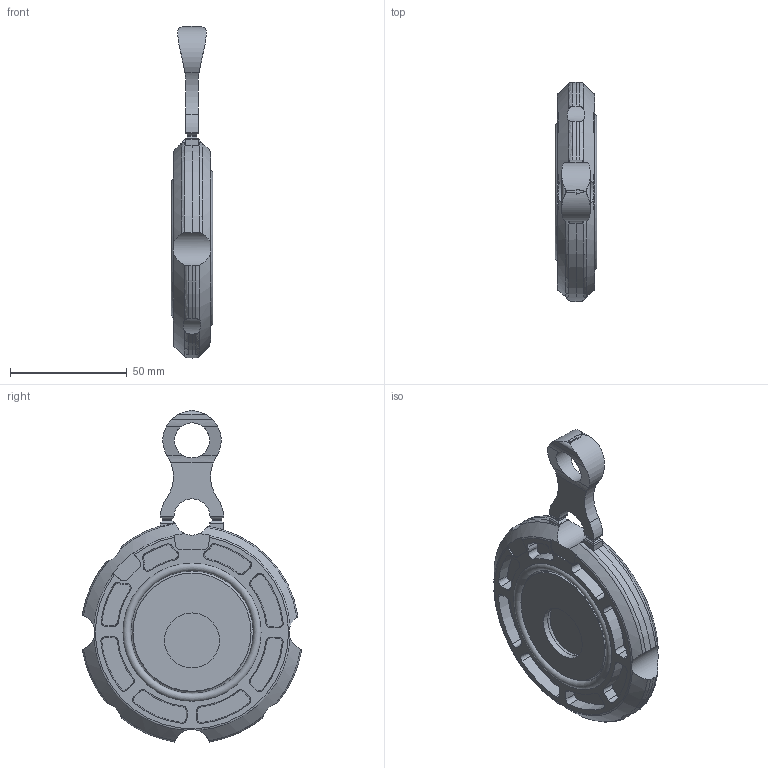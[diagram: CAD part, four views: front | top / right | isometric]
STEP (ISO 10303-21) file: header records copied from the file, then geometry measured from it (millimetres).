
FILE_DESCRIPTION((''),'2;1');
FILE_NAME('PV30091F040.stp','2022-02-18T11:05:16',('RL'),(''),'Autodesk Inventor 2012','Autodesk Inventor 2012','');
FILE_SCHEMA(('AUTOMOTIVE_DESIGN { 1 0 10303 214 1 1 1 1 }'));
Length unit declared in the file: millimetre
Products named in the file (1): PV30091F040
Bounding box: 17.86 x 93.84 x 141.92 mm (x, y, z)
Volume: 88977 mm3; surface area: 28971 mm2
Topology: 1 solids, 1 shells, 409 faces, 1213 edges, 808 vertices
Faces by surface type: plane 168, cylinder 118, cone 84, torus 39
Full cylindrical faces by diameter (mm): 0.58 x2, 0.6 x3, 5 x2, 6 x2, 15 x1, 23.5 x1, 33.5 x1, 50.5 x1, 56.5 x1, 58 x1, 64 x1
Entity records: 15351 total; most frequent: CARTESIAN_POINT 4061, ORIENTED_EDGE 2354, DIRECTION 2236, EDGE_CURVE 1177, AXIS2_PLACEMENT_3D 861, VERTEX_POINT 798, VECTOR 514, LINE 514
